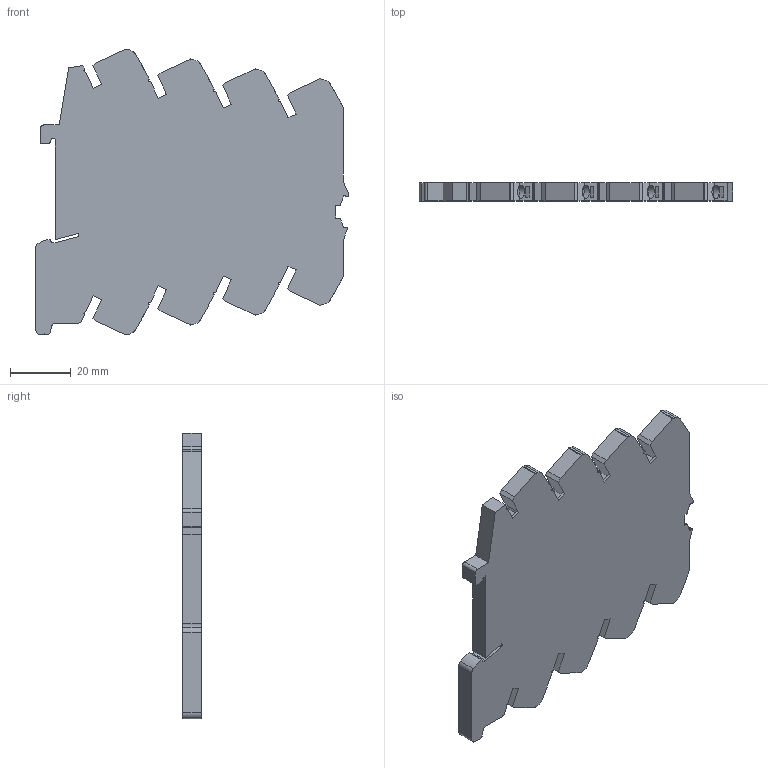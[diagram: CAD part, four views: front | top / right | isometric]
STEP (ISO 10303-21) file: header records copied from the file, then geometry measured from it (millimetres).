
FILE_DESCRIPTION (( 'STEP AP214' ), '1' );
FILE_NAME ('787-3861_000-2000_HI.STEP', '2025-02-13T11:26:34', ( '' ), ( '' ), 'SwSTEP 2.0', 'SolidWorks 2024', '' );
FILE_SCHEMA (( 'AUTOMOTIVE_DESIGN' ));
Length unit declared in the file: millimetre
Products named in the file (1): 787-3861_000-2000_HI
Bounding box: 103.3 x 6 x 94.26 mm (x, y, z)
Volume: 44000.2 mm3; surface area: 18849.8 mm2
Topology: 1 solids, 1 shells, 255 faces, 731 edges, 486 vertices
Faces by surface type: plane 191, cylinder 64
Full cylindrical faces by diameter (mm): 4.4 x8
Entity records: 8360 total; most frequent: CARTESIAN_POINT 1633, ORIENTED_EDGE 1430, DIRECTION 1347, EDGE_CURVE 715, LINE 579, VECTOR 579, VERTEX_POINT 478, AXIS2_PLACEMENT_3D 384
